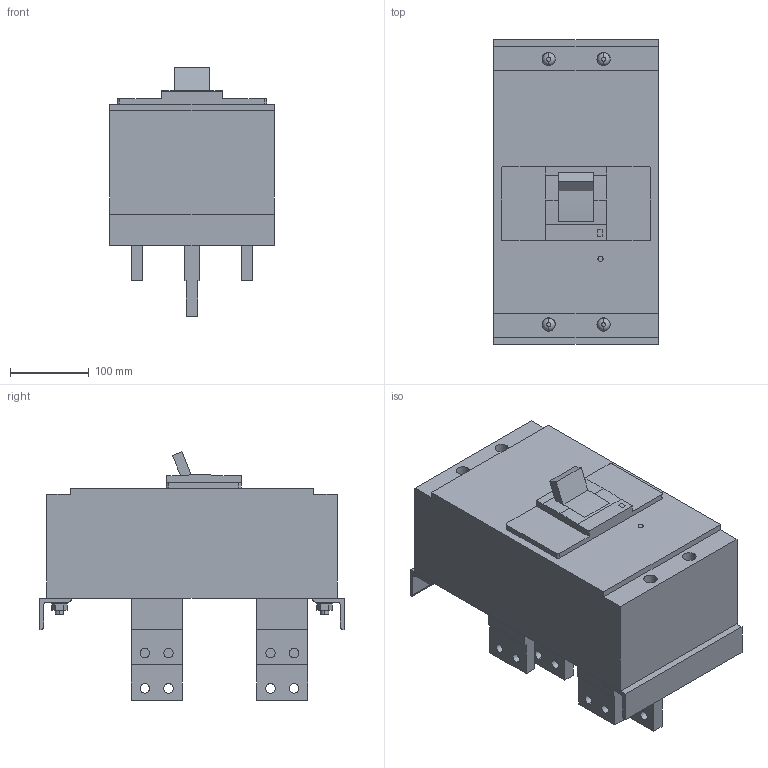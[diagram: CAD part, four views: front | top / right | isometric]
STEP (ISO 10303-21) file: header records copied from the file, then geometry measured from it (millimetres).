
FILE_DESCRIPTION(('CoCreate Modeling STEP Export'),'2;1');
FILE_NAME('Ｓ１６００ＮＥ３Ｒ.stp','2016-03-31T13:55:57',(''),(''),'CoCreate Modeling STEP processor for AP214 (Solid Model)','CoCreate Modeling 17.0 01-Apr-2010 (C) Parametric Technology GmbH','');
FILE_SCHEMA(('AUTOMOTIVE_DESIGN { 1 0 10303 214 1 1 1 1 }'));
Length unit declared in the file: millimetre
Products named in the file (16): p2.1; p1; p2; p3.3; p3.2; p3.1; p4; p3; p5.2; p4.1; p4.2; p4.3; p5.3; p5; p5.1; Ｓ１６００ＮＥ３Ｒ
Assembly tree (15 placements, depth 2):
  Ｓ１６００ＮＥ３Ｒ
    p5.1
    p5
    p5.3
    p4.3
    p4.2
    p4.1
    p5.2
    p3
    p4
    p3.1
    p3.2
    p3.3
    p2
    p1
    p2.1
Bounding box: 210 x 388 x 316.3 mm (x, y, z)
Volume: 11741379.3 mm3; surface area: 537420.4 mm2
Topology: 15 solids, 15 shells, 287 faces, 687 edges, 455 vertices
Faces by surface type: plane 168, cylinder 111, torus 8
Entity records: 8673 total; most frequent: ORIENTED_EDGE 1374, CARTESIAN_POINT 1232, DIRECTION 1131, EDGE_CURVE 687, VERTEX_POINT 455, VECTOR 423, LINE 423, EDGE_LOOP 360
